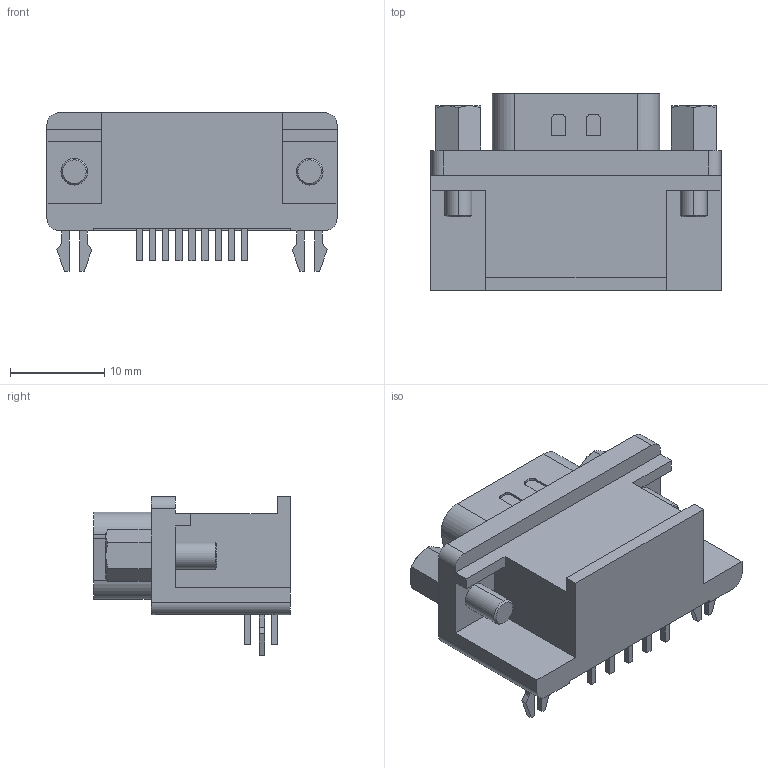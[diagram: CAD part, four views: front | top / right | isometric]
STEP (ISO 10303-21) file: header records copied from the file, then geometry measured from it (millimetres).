
FILE_DESCRIPTION(('FreeCAD Model'),'2;1');
FILE_NAME('Open CASCADE Shape Model','2023-04-21T12:09:06',( 'kicad StepUp'),('ksu MCAD'),'Open CASCADE STEP processor 7.6', 'FreeCAD','Unknown');
FILE_SCHEMA(('AUTOMOTIVE_DESIGN { 1 0 10303 214 1 1 1 1 }'));
Length unit declared in the file: millimetre
Products named in the file (1): connector_a-ds_09_a_kg-t1
Bounding box: 30.81 x 20.9 x 16.88 mm (x, y, z)
Volume: 4180.5 mm3; surface area: 3385.2 mm2
Topology: 1 solids, 1 shells, 238 faces, 582 edges, 380 vertices
Faces by surface type: plane 162, cylinder 52, cone 24
Entity records: 8673 total; most frequent: CARTESIAN_POINT 1315, DIRECTION 1164, ORIENTED_EDGE 1164, EDGE_CURVE 582, LINE 426, VECTOR 426, VERTEX_POINT 380, AXIS2_PLACEMENT_3D 369
